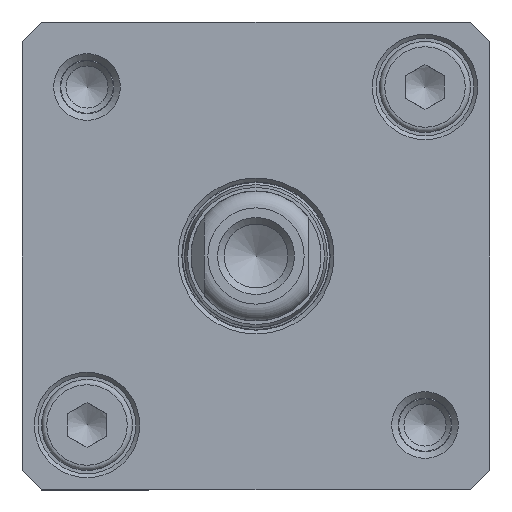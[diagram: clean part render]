
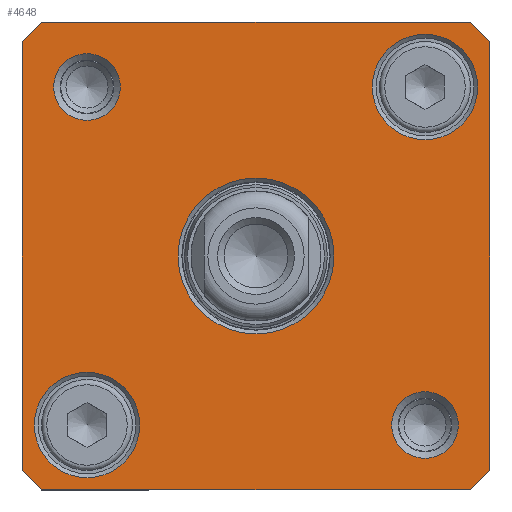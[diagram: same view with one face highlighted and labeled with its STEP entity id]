
A CAD part, front view. The second image highlights one B-rep face of the part: STEP entity #4648.
In plain terms, the highlighted face is planar.
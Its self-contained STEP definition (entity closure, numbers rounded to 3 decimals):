
#3347=CARTESIAN_POINT('',(16.5,82.25,-18.0));
#3348=VERTEX_POINT('',#3347);
#3355=CARTESIAN_POINT('',(18.0,82.25,-16.5));
#3356=VERTEX_POINT('',#3355);
#3357=CARTESIAN_POINT('',(16.5,82.25,-18.0));
#3358=DIRECTION('',(0.707,0.0,0.707));
#3359=VECTOR('',#3358,2.121);
#3360=LINE('',#3357,#3359);
#3361=EDGE_CURVE('',#3348,#3356,#3360,.T.);
#3386=CARTESIAN_POINT('',(18.0,82.25,16.5));
#3387=VERTEX_POINT('',#3386);
#3388=CARTESIAN_POINT('',(18.0,82.25,-16.5));
#3389=DIRECTION('',(0.0,0.0,1.0));
#3390=VECTOR('',#3389,33.);
#3391=LINE('',#3388,#3390);
#3392=EDGE_CURVE('',#3356,#3387,#3391,.T.);
#3417=CARTESIAN_POINT('',(16.5,82.25,18.));
#3418=VERTEX_POINT('',#3417);
#3419=CARTESIAN_POINT('',(18.0,82.25,16.5));
#3420=DIRECTION('',(-0.707,0.0,0.707));
#3421=VECTOR('',#3420,2.121);
#3422=LINE('',#3419,#3421);
#3423=EDGE_CURVE('',#3387,#3418,#3422,.T.);
#3448=CARTESIAN_POINT('',(-16.5,82.25,18.));
#3449=VERTEX_POINT('',#3448);
#3450=CARTESIAN_POINT('',(16.5,82.25,18.0));
#3451=DIRECTION('',(-1.0,0.0,0.0));
#3452=VECTOR('',#3451,33.0);
#3453=LINE('',#3450,#3452);
#3454=EDGE_CURVE('',#3418,#3449,#3453,.T.);
#3479=CARTESIAN_POINT('',(-18.0,82.25,16.5));
#3480=VERTEX_POINT('',#3479);
#3481=CARTESIAN_POINT('',(-16.5,82.25,18.));
#3482=DIRECTION('',(-0.707,0.0,-0.707));
#3483=VECTOR('',#3482,2.121);
#3484=LINE('',#3481,#3483);
#3485=EDGE_CURVE('',#3449,#3480,#3484,.T.);
#3511=CARTESIAN_POINT('',(-18.0,82.25,-16.5));
#3512=VERTEX_POINT('',#3511);
#3519=CARTESIAN_POINT('',(-16.5,82.25,-18.));
#3520=VERTEX_POINT('',#3519);
#3521=CARTESIAN_POINT('',(-18.0,82.25,-16.5));
#3522=DIRECTION('',(0.707,0.0,-0.707));
#3523=VECTOR('',#3522,2.121);
#3524=LINE('',#3521,#3523);
#3525=EDGE_CURVE('',#3512,#3520,#3524,.T.);
#3548=CARTESIAN_POINT('',(-16.5,82.25,-18.));
#3549=DIRECTION('',(1.0,0.0,0.0));
#3550=VECTOR('',#3549,33.0);
#3551=LINE('',#3548,#3550);
#3552=EDGE_CURVE('',#3520,#3348,#3551,.T.);
#3596=CARTESIAN_POINT('',(-18.0,82.25,16.5));
#3597=DIRECTION('',(0.0,0.0,-1.0));
#3598=VECTOR('',#3597,33.);
#3599=LINE('',#3596,#3598);
#3600=EDGE_CURVE('',#3480,#3512,#3599,.T.);
#3653=CARTESIAN_POINT('',(15.567,82.25,13.0));
#3654=VERTEX_POINT('',#3653);
#3655=CARTESIAN_POINT('',(13.0,82.25,13.0));
#3656=DIRECTION('',(0.0,1.0,0.0));
#3657=DIRECTION('',(-1.0,0.0,0.0));
#3658=AXIS2_PLACEMENT_3D('',#3655,#3656,#3657);
#3659=CIRCLE('',#3658,2.567);
#3660=EDGE_CURVE('',#3654,#3654,#3659,.T.);
#3681=CARTESIAN_POINT('',(-10.433,82.25,-13.0));
#3682=VERTEX_POINT('',#3681);
#3683=CARTESIAN_POINT('',(-13.0,82.25,-13.0));
#3684=DIRECTION('',(0.0,1.0,0.0));
#3685=DIRECTION('',(-1.0,0.0,0.0));
#3686=AXIS2_PLACEMENT_3D('',#3683,#3684,#3685);
#3687=CIRCLE('',#3686,2.567);
#3688=EDGE_CURVE('',#3682,#3682,#3687,.T.);
#3849=CARTESIAN_POINT('',(0.,82.25,-6.));
#3850=VERTEX_POINT('',#3849);
#3851=CARTESIAN_POINT('',(0.0,82.25,0.0));
#3852=DIRECTION('',(0.0,1.0,0.0));
#3853=DIRECTION('',(0.0,0.0,1.0));
#3854=AXIS2_PLACEMENT_3D('',#3851,#3852,#3853);
#3855=CIRCLE('',#3854,6.);
#3856=EDGE_CURVE('',#3850,#3850,#3855,.T.);
#3917=CARTESIAN_POINT('',(-8.95,82.25,13.0));
#3918=VERTEX_POINT('',#3917);
#3919=CARTESIAN_POINT('',(-13.0,82.25,13.0));
#3920=DIRECTION('',(0.0,1.0,0.0));
#3921=DIRECTION('',(-1.0,0.0,0.0));
#3922=AXIS2_PLACEMENT_3D('',#3919,#3920,#3921);
#3923=CIRCLE('',#3922,4.05);
#3924=EDGE_CURVE('',#3918,#3918,#3923,.T.);
#4005=CARTESIAN_POINT('',(17.05,82.25,-13.0));
#4006=VERTEX_POINT('',#4005);
#4007=CARTESIAN_POINT('',(13.0,82.25,-13.0));
#4008=DIRECTION('',(0.0,1.0,0.0));
#4009=DIRECTION('',(-1.0,0.0,0.0));
#4010=AXIS2_PLACEMENT_3D('',#4007,#4008,#4009);
#4011=CIRCLE('',#4010,4.05);
#4012=EDGE_CURVE('',#4006,#4006,#4011,.T.);
#4618=CARTESIAN_POINT('',(0.,82.25,0.));
#4619=DIRECTION('',(0.0,-1.0,0.0));
#4620=DIRECTION('',(0.0,0.0,-1.0));
#4621=AXIS2_PLACEMENT_3D('',#4618,#4619,#4620);
#4622=PLANE('',#4621);
#4623=ORIENTED_EDGE('',*,*,#3600,.F.);
#4624=ORIENTED_EDGE('',*,*,#3485,.F.);
#4625=ORIENTED_EDGE('',*,*,#3454,.F.);
#4626=ORIENTED_EDGE('',*,*,#3423,.F.);
#4627=ORIENTED_EDGE('',*,*,#3392,.F.);
#4628=ORIENTED_EDGE('',*,*,#3361,.F.);
#4629=ORIENTED_EDGE('',*,*,#3552,.F.);
#4630=ORIENTED_EDGE('',*,*,#3525,.F.);
#4631=EDGE_LOOP('',(#4623,#4624,#4625,#4626,#4627,#4628,#4629,#4630));
#4632=FACE_OUTER_BOUND('',#4631,.T.);
#4633=ORIENTED_EDGE('',*,*,#4012,.F.);
#4634=EDGE_LOOP('',(#4633));
#4635=FACE_BOUND('',#4634,.T.);
#4636=ORIENTED_EDGE('',*,*,#3856,.F.);
#4637=EDGE_LOOP('',(#4636));
#4638=FACE_BOUND('',#4637,.T.);
#4639=ORIENTED_EDGE('',*,*,#3660,.F.);
#4640=EDGE_LOOP('',(#4639));
#4641=FACE_BOUND('',#4640,.T.);
#4642=ORIENTED_EDGE('',*,*,#3688,.F.);
#4643=EDGE_LOOP('',(#4642));
#4644=FACE_BOUND('',#4643,.T.);
#4645=ORIENTED_EDGE('',*,*,#3924,.F.);
#4646=EDGE_LOOP('',(#4645));
#4647=FACE_BOUND('',#4646,.T.);
#4648=ADVANCED_FACE('',(#4632,#4635,#4638,#4641,#4644,#4647),#4622,.F.);
